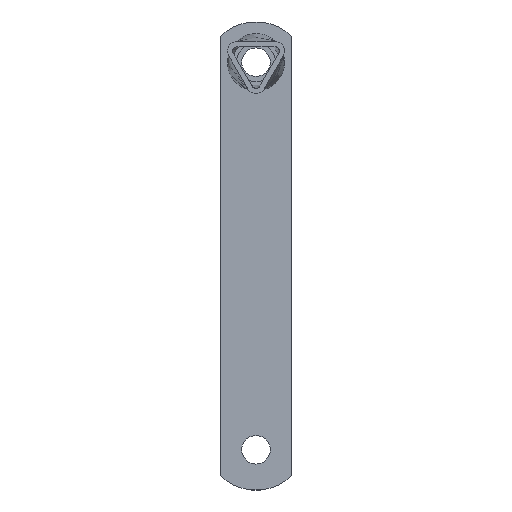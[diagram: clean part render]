
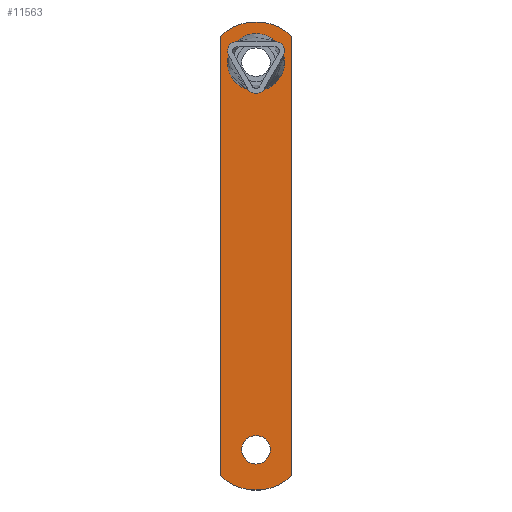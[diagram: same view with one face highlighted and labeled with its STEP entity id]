
A CAD part, top view. The second image highlights one B-rep face of the part: STEP entity #11563.
In plain terms, the highlighted planar face has unit normal (0, 0, 1).
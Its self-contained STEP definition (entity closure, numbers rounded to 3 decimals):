
#213 = DIRECTION ( 'NONE',  ( -1., 0., 0. ) ) ;
#555 = LINE ( 'NONE', #14071, #7711 ) ;
#608 = CARTESIAN_POINT ( 'NONE',  ( 4.907, 70.455, 2.5 ) ) ;
#666 = CARTESIAN_POINT ( 'NONE',  ( 2.905, 69.838, 2.5 ) ) ;
#792 = EDGE_LOOP ( 'NONE', ( #11057 ) ) ;
#923 = EDGE_CURVE ( 'NONE', #3908, #3908, #3889, .T. ) ;
#1167 = CARTESIAN_POINT ( 'NONE',  ( 0., 76.75, 2.5 ) ) ;
#1358 = DIRECTION ( 'NONE',  ( -1., 0., 0. ) ) ;
#1544 = DIRECTION ( 'NONE',  ( 1., 0., 0. ) ) ;
#1694 = CARTESIAN_POINT ( 'NONE',  ( 11.84, 79.54, 2.5 ) ) ;
#1914 = CARTESIAN_POINT ( 'NONE',  ( 11.818, 79.418, 2.5 ) ) ;
#1970 = VERTEX_POINT ( 'NONE', #17734 ) ;
#2115 = CARTESIAN_POINT ( 'NONE',  ( 11.273, 85.684, 2.5 ) ) ;
#2181 = CARTESIAN_POINT ( 'NONE',  ( 10.804, 86.747, 2.5 ) ) ;
#2456 = CARTESIAN_POINT ( 'NONE',  ( 15., 92.5, 2.5 ) ) ;
#2673 = DIRECTION ( 'NONE',  ( 0., 0., 1. ) ) ;
#2792 = AXIS2_PLACEMENT_3D ( 'NONE', #11482, #12917, #1544 ) ;
#2948 = ORIENTED_EDGE ( 'NONE', *, *, #16354, .T. ) ;
#3154 = CARTESIAN_POINT ( 'NONE',  ( 6., -81.5, 2.5 ) ) ;
#3369 = EDGE_CURVE ( 'NONE', #9280, #9280, #8122, .T. ) ;
#3481 = CARTESIAN_POINT ( 'NONE',  ( -12.167, 79.77, 2.5 ) ) ;
#3540 = CARTESIAN_POINT ( 'NONE',  ( 9.946, 88.233, 2.5 ) ) ;
#3607 = CARTESIAN_POINT ( 'NONE',  ( -7.582, 71.828, 2.5 ) ) ;
#3670 = CARTESIAN_POINT ( 'NONE',  ( -2.013, 69.645, 2.5 ) ) ;
#3889 = CIRCLE ( 'NONE', #8152, 6. ) ;
#3908 = VERTEX_POINT ( 'NONE', #3154 ) ;
#4272 = CARTESIAN_POINT ( 'NONE',  ( 15., -92.5, 2.5 ) ) ;
#4745 = CARTESIAN_POINT ( 'NONE',  ( 11.818, 79.418, 2.5 ) ) ;
#4924 = CARTESIAN_POINT ( 'NONE',  ( 11.818, 79.418, 2.5 ) ) ;
#4987 = CARTESIAN_POINT ( 'NONE',  ( -4.585, 92.902, 2.5 ) ) ;
#5058 = CARTESIAN_POINT ( 'NONE',  ( 11.577, 78.056, 2.5 ) ) ;
#5116 = CARTESIAN_POINT ( 'NONE',  ( -11.699, 84.172, 2.5 ) ) ;
#5517 = CARTESIAN_POINT ( 'NONE',  ( -15., -92.5, 2.5 ) ) ;
#5768 = FACE_OUTER_BOUND ( 'NONE', #14148, .T. ) ;
#5776 = VERTEX_POINT ( 'NONE', #2456 ) ;
#5802 = EDGE_LOOP ( 'NONE', ( #11820 ) ) ;
#5834 = VERTEX_POINT ( 'NONE', #5517 ) ;
#5855 = DIRECTION ( 'NONE',  ( 0., -1., 0. ) ) ;
#6296 = CARTESIAN_POINT ( 'NONE',  ( 8.647, 89.847, 2.5 ) ) ;
#6363 = CARTESIAN_POINT ( 'NONE',  ( -8.647, 89.847, 2.5 ) ) ;
#6428 = CARTESIAN_POINT ( 'NONE',  ( 0., 69.49, 2.5 ) ) ;
#6490 = CARTESIAN_POINT ( 'NONE',  ( 10.401, 87.505, 2.5 ) ) ;
#6841 = EDGE_CURVE ( 'NONE', #5834, #13430, #9414, .T. ) ;
#6946 = DIRECTION ( 'NONE',  ( 0., 0., 1. ) ) ;
#7134 = DIRECTION ( 'NONE',  ( 1., 0., 0. ) ) ;
#7470 = AXIS2_PLACEMENT_3D ( 'NONE', #1167, #2673, #1358 ) ;
#7711 = VECTOR ( 'NONE', #18351, 1000. ) ;
#7792 = CARTESIAN_POINT ( 'NONE',  ( -10.804, 86.747, 2.5 ) ) ;
#8112 = EDGE_CURVE ( 'NONE', #5776, #1970, #17696, .T. ) ;
#8122 = B_SPLINE_CURVE_WITH_KNOTS ( 'NONE', 3,
 ( #4745, #1694, #14761, #9062, #12127, #2115, #2181, #6490, #3540, #14886, #6296, #14953, #13555, #10820, #4987, #13618, #6363, #17722, #12184, #15013, #7792, #17854, #16392, #5116, #9181, #3481, #9249, #3607, #13486, #9126, #3670, #12064, #6428, #16459, #16526, #666, #608, #13421, #9315, #5058, #4924 ),
 .UNSPECIFIED., .T., .F.,
 ( 4, 1, 2, 1, 1, 1, 1, 1, 2, 1, 1, 1, 2, 1, 1, 1, 1, 1, 3, 1, 1, 1, 2, 1, 1, 1, 1, 1, 2, 1, 1, 4 ),
 ( 0., 0., 0.005, 0.007, 0.008, 0.009, 0.01, 0.011, 0.013, 0.017, 0.021, 0.026, 0.03, 0.032, 0.033, 0.034, 0.035, 0.036, 0.038, 0.042, 0.046, 0.051, 0.055, 0.057, 0.058, 0.059, 0.06, 0.061, 0.063, 0.067, 0.072, 0.076 ),
 .UNSPECIFIED. ) ;
#8152 = AXIS2_PLACEMENT_3D ( 'NONE', #8569, #6946, #7134 ) ;
#8439 = FACE_BOUND ( 'NONE', #792, .T. ) ;
#8569 = CARTESIAN_POINT ( 'NONE',  ( 0., -81.5, 2.5 ) ) ;
#9062 = CARTESIAN_POINT ( 'NONE',  ( 12.018, 82.773, 2.5 ) ) ;
#9126 = CARTESIAN_POINT ( 'NONE',  ( -2.905, 69.838, 2.5 ) ) ;
#9181 = CARTESIAN_POINT ( 'NONE',  ( -12.018, 82.773, 2.5 ) ) ;
#9249 = CARTESIAN_POINT ( 'NONE',  ( -10.652, 75.35, 2.5 ) ) ;
#9280 = VERTEX_POINT ( 'NONE', #1914 ) ;
#9315 = CARTESIAN_POINT ( 'NONE',  ( 10.569, 75.254, 2.5 ) ) ;
#9414 = CIRCLE ( 'NONE', #2792, 21.75 ) ;
#9528 = ORIENTED_EDGE ( 'NONE', *, *, #6841, .T. ) ;
#10023 = ORIENTED_EDGE ( 'NONE', *, *, #17618, .T. ) ;
#10223 = PLANE ( 'NONE',  #17588 ) ;
#10820 = CARTESIAN_POINT ( 'NONE',  ( 0., 93.8, 2.5 ) ) ;
#11057 = ORIENTED_EDGE ( 'NONE', *, *, #923, .F. ) ;
#11482 = CARTESIAN_POINT ( 'NONE',  ( 0., -76.75, 2.5 ) ) ;
#11563 = ADVANCED_FACE ( 'NONE', ( #15863, #5768, #8439 ), #10223, .F. ) ;
#11820 = ORIENTED_EDGE ( 'NONE', *, *, #3369, .F. ) ;
#12064 = CARTESIAN_POINT ( 'NONE',  ( -0.858, 69.52, 2.5 ) ) ;
#12127 = CARTESIAN_POINT ( 'NONE',  ( 11.552, 84.815, 2.5 ) ) ;
#12184 = CARTESIAN_POINT ( 'NONE',  ( -9.946, 88.233, 2.5 ) ) ;
#12895 = DIRECTION ( 'NONE',  ( 0., 0., -1. ) ) ;
#12917 = DIRECTION ( 'NONE',  ( 0., 0., 1. ) ) ;
#13421 = CARTESIAN_POINT ( 'NONE',  ( 7.582, 71.828, 2.5 ) ) ;
#13430 = VERTEX_POINT ( 'NONE', #4272 ) ;
#13486 = CARTESIAN_POINT ( 'NONE',  ( -4.907, 70.455, 2.5 ) ) ;
#13555 = CARTESIAN_POINT ( 'NONE',  ( 4.585, 92.902, 2.5 ) ) ;
#13618 = CARTESIAN_POINT ( 'NONE',  ( -7.112, 91.272, 2.5 ) ) ;
#14071 = CARTESIAN_POINT ( 'NONE',  ( 15., -92.5, 2.5 ) ) ;
#14148 = EDGE_LOOP ( 'NONE', ( #17554, #2948, #9528, #10023 ) ) ;
#14761 = CARTESIAN_POINT ( 'NONE',  ( 12.099, 81.148, 2.5 ) ) ;
#14886 = CARTESIAN_POINT ( 'NONE',  ( 9.26, 89.17, 2.5 ) ) ;
#14953 = CARTESIAN_POINT ( 'NONE',  ( 7.112, 91.272, 2.5 ) ) ;
#15013 = CARTESIAN_POINT ( 'NONE',  ( -10.401, 87.505, 2.5 ) ) ;
#15117 = VECTOR ( 'NONE', #5855, 1000. ) ;
#15422 = CARTESIAN_POINT ( 'NONE',  ( 0., 76.75, 2.5 ) ) ;
#15573 = LINE ( 'NONE', #17162, #15117 ) ;
#15863 = FACE_BOUND ( 'NONE', #5802, .T. ) ;
#16354 = EDGE_CURVE ( 'NONE', #1970, #5834, #15573, .T. ) ;
#16392 = CARTESIAN_POINT ( 'NONE',  ( -11.552, 84.815, 2.5 ) ) ;
#16459 = CARTESIAN_POINT ( 'NONE',  ( 0.858, 69.52, 2.5 ) ) ;
#16526 = CARTESIAN_POINT ( 'NONE',  ( 2.013, 69.645, 2.5 ) ) ;
#17162 = CARTESIAN_POINT ( 'NONE',  ( -15., 92.5, 2.5 ) ) ;
#17554 = ORIENTED_EDGE ( 'NONE', *, *, #8112, .T. ) ;
#17588 = AXIS2_PLACEMENT_3D ( 'NONE', #15422, #12895, #213 ) ;
#17618 = EDGE_CURVE ( 'NONE', #13430, #5776, #555, .T. ) ;
#17696 = CIRCLE ( 'NONE', #7470, 21.75 ) ;
#17722 = CARTESIAN_POINT ( 'NONE',  ( -9.26, 89.17, 2.5 ) ) ;
#17734 = CARTESIAN_POINT ( 'NONE',  ( -15., 92.5, 2.5 ) ) ;
#17854 = CARTESIAN_POINT ( 'NONE',  ( -11.273, 85.684, 2.5 ) ) ;
#18351 = DIRECTION ( 'NONE',  ( 0., 1., 0. ) ) ;
